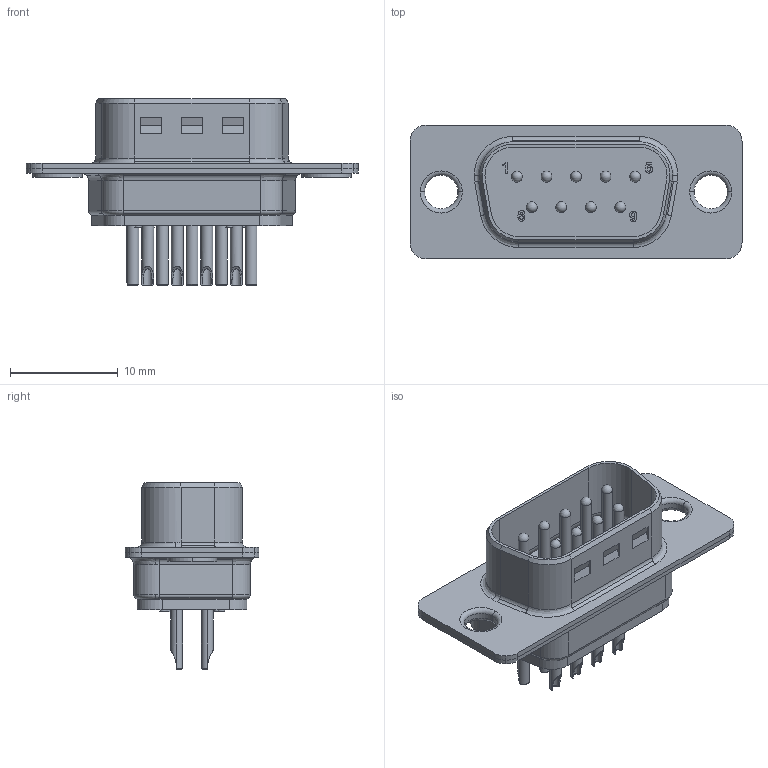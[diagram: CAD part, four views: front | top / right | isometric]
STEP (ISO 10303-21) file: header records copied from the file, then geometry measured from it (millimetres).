
FILE_DESCRIPTION((''),'2;1');
FILE_NAME('210113003.stp','2007-11-07T08:17:21',('martin.rickli'),(''),'Autodesk Inventor 9','Autodesk Inventor 9','');
FILE_SCHEMA(('AUTOMOTIVE_DESIGN { 1 0 10303 214 1 1 1 1 }'));
Length unit declared in the file: millimetre
Products named in the file (6): 052092; 00032a_09; R+B00100e; R+B00143b; R+B00139a; DE002584
Assembly tree (13 placements, depth 2):
  052092
    00032a_09
    R+B00100e  x9
    R+B00143b
    R+B00139a
    DE002584
Bounding box: 30.8 x 12.4 x 17.3 mm (x, y, z)
Volume: 1044.3 mm3; surface area: 3562.1 mm2
Topology: 13 solids, 13 shells, 1837 faces, 4558 edges, 2765 vertices
Faces by surface type: plane 1331, cylinder 230, bspline 156, cone 85, torus 26, sphere 9
Entity records: 19905 total; most frequent: CARTESIAN_POINT 6602, ORIENTED_EDGE 2784, DIRECTION 2746, EDGE_CURVE 1392, AXIS2_PLACEMENT_3D 1004, VERTEX_POINT 883, VECTOR 738, LINE 738
